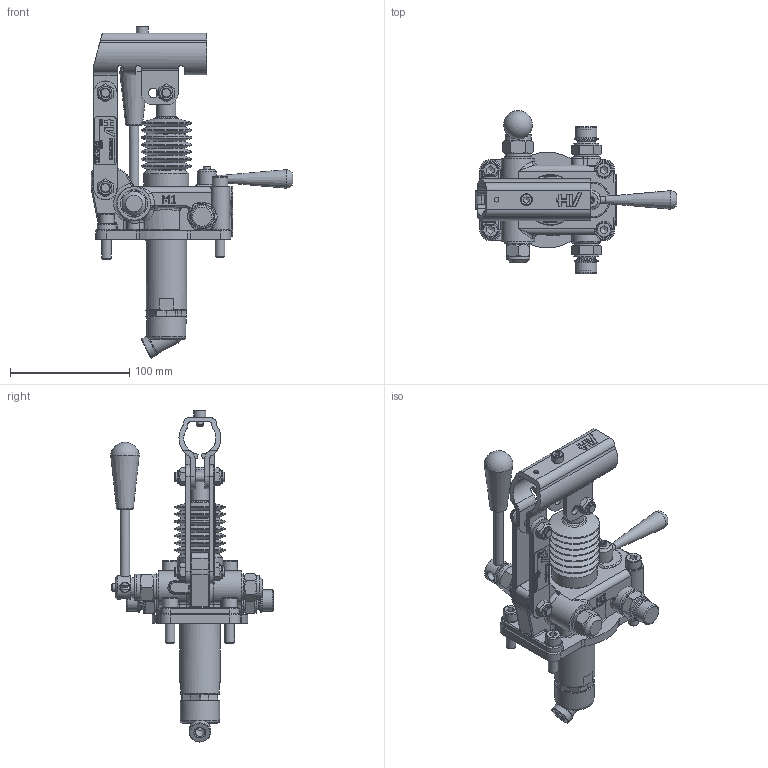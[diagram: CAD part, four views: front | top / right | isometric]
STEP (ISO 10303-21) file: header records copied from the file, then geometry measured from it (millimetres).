
FILE_DESCRIPTION((''),'2;1');
FILE_NAME('PMD 25 byA-L-s (HV) STEP.stp','2014-08-04T17:55:39',('Christian'),(''),'Autodesk Inventor 2013','Autodesk Inventor 2013','');
FILE_SCHEMA(('AUTOMOTIVE_DESIGN { 1 0 10303 214 1 1 1 1 }'));
Length unit declared in the file: millimetre
Products named in the file (1): 6056.0048.10.50 Derivazione 2
Bounding box: 169 x 136.21 x 277.85 mm (x, y, z)
Volume: 354222.8 mm3; surface area: 162424.8 mm2
Topology: 18 solids, 19 shells, 1613 faces, 4004 edges, 2522 vertices
Faces by surface type: plane 737, cylinder 365, bspline 185, cone 175, torus 137, sphere 14
Full cylindrical faces by diameter (mm): 4 x2, 4.917 x3, 5 x5, 6 x5, 7.5 x1, 8 x28, 8.5 x4, 9 x2, 10 x2, 10.5 x1, 11.05 x6, 12 x4, 13 x4, 13.5 x2, 14 x4, 14.95 x1, 15.9 x1, 16 x6, 16.6 x3, 17 x1, 18 x5, 19 x2, 20 x6, 21 x7, 21.8 x2, 23 x2, 24 x1, 25 x1, 28 x2, 30 x1
Entity records: 50134 total; most frequent: CARTESIAN_POINT 13035, ORIENTED_EDGE 7230, DIRECTION 6878, EDGE_CURVE 3615, AXIS2_PLACEMENT_3D 2520, VERTEX_POINT 2418, EDGE_LOOP 2075, VECTOR 1838
